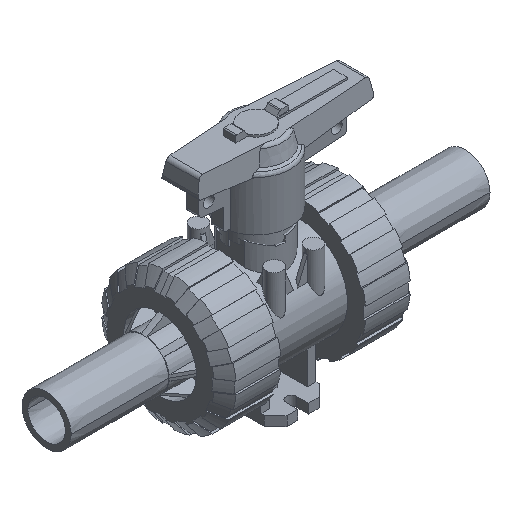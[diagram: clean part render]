
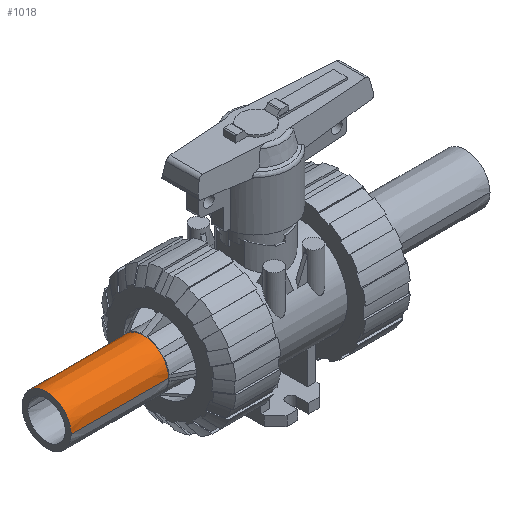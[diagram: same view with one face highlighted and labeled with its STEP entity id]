
A CAD part, isometric view. The second image highlights one B-rep face of the part: STEP entity #1018.
In plain terms, the highlighted conical face has half-angle 0.087 degrees and reference radius 12.576 mm.
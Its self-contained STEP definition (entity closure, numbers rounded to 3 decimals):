
#1018=ADVANCED_FACE('',(#2300),#2301,.T.);
#2300=FACE_OUTER_BOUND('',#3910,.T.);
#2301=CONICAL_SURFACE('',#3911,12.577,0.002);
#3910=EDGE_LOOP('',(#6580,#6581,#6582,#6583));
#3911=AXIS2_PLACEMENT_3D('',#6584,#6585,#6586);
#6580=ORIENTED_EDGE('',*,*,#10724,.T.);
#6581=ORIENTED_EDGE('',*,*,#10725,.F.);
#6582=ORIENTED_EDGE('',*,*,#10726,.F.);
#6583=ORIENTED_EDGE('',*,*,#10727,.T.);
#6584=CARTESIAN_POINT('',(-56.112,0.0,40.0));
#6585=DIRECTION('',(1.0,0.0,0.0));
#6586=DIRECTION('',(0.0,-1.0,0.0));
#10724=EDGE_CURVE('',#13054,#13055,#13056,.T.);
#10725=EDGE_CURVE('',#13057,#13055,#13058,.T.);
#10726=EDGE_CURVE('',#13059,#13057,#13060,.T.);
#10727=EDGE_CURVE('',#13059,#13054,#13061,.T.);
#13054=VERTEX_POINT('',#16998);
#13055=VERTEX_POINT('',#16999);
#13056=CIRCLE('',#17000,12.5);
#13057=VERTEX_POINT('',#17001);
#13058=LINE('',#17002,#17003);
#13059=VERTEX_POINT('',#17004);
#13060=CIRCLE('',#17005,12.575);
#13061=LINE('',#17006,#17007);
#16998=CARTESIAN_POINT('',(-106.5,12.5,40.0));
#16999=CARTESIAN_POINT('',(-106.5,-12.5,40.0));
#17000=AXIS2_PLACEMENT_3D('',#21937,#21938,#21939);
#17001=CARTESIAN_POINT('',(-57.1,-12.575,40.0));
#17002=CARTESIAN_POINT('',(-57.1,-12.575,40.0));
#17003=VECTOR('',#21940,49.4);
#17004=CARTESIAN_POINT('',(-57.1,12.575,40.0));
#17005=AXIS2_PLACEMENT_3D('',#21941,#21942,#21943);
#17006=CARTESIAN_POINT('',(-57.1,12.575,40.0));
#17007=VECTOR('',#21944,49.4);
#21937=CARTESIAN_POINT('',(-106.5,0.0,40.0));
#21938=DIRECTION('',(1.0,0.0,0.0));
#21939=DIRECTION('',(0.0,1.0,0.0));
#21940=DIRECTION('',(-1.,0.002,0.));
#21941=CARTESIAN_POINT('',(-57.1,0.0,40.0));
#21942=DIRECTION('',(1.0,0.0,-0.0));
#21943=DIRECTION('',(0.0,1.0,0.));
#21944=DIRECTION('',(-1.,-0.002,0.));
